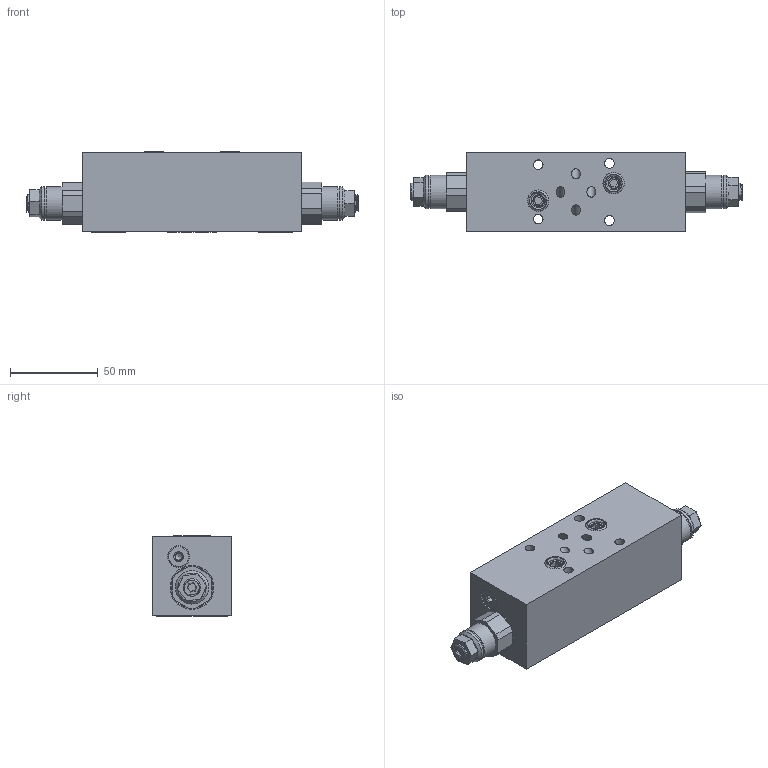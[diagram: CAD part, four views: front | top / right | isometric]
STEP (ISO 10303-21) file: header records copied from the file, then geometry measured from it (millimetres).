
FILE_DESCRIPTION(/* description */ (''),/* implementation_level */ '2;1');
FILE_NAME(/* name */ 'PHF01.stp',/* time_stamp */ '2023-09-09T15:32:08+08:00',/* author */ (''),/* organization */ (''),/* preprocessor_version */ 'ST-DEVELOPER v16.7',/* originating_system */ 'SIEMENS PLM Software NX 12.0',/* authorisation */ '');
FILE_SCHEMA (('AUTOMOTIVE_DESIGN { 1 0 10303 214 3 1 1 1 }'));
Products named in the file (1): PHF 01
Bounding box: 189.04 x 45 x 45.94 mm (x, y, z)
Volume: 245748.2 mm3; surface area: 69060 mm2
Topology: 31 solids, 33 shells, 529 faces, 1161 edges, 742 vertices
Faces by surface type: plane 264, cylinder 177, cone 44, bspline 32, torus 12
Full cylindrical faces by diameter (mm): 4 x2, 5 x10, 5.5 x4, 6 x29, 6.4 x4, 7 x2, 8.4 x2, 9.653 x6, 10 x4, 11.9 x2, 12.2 x6, 12.5 x2, 13.8 x4, 14.2 x2, 14.4 x2, 16 x2, 16.56 x2, 17 x2, 17.2 x6, 17.4 x2, 17.5 x4, 18 x2, 18.6 x2, 18.8 x2, 19 x8, 19.2 x2, 19.56 x2, 20 x2, 20.2 x2, 20.5 x2
Entity records: 36945 total; most frequent: CARTESIAN_POINT 26860, DIRECTION 1982, ORIENTED_EDGE 1688, EDGE_CURVE 844, AXIS2_PLACEMENT_3D 813, EDGE_LOOP 781, VERTEX_POINT 633, FACE_BOUND 551
